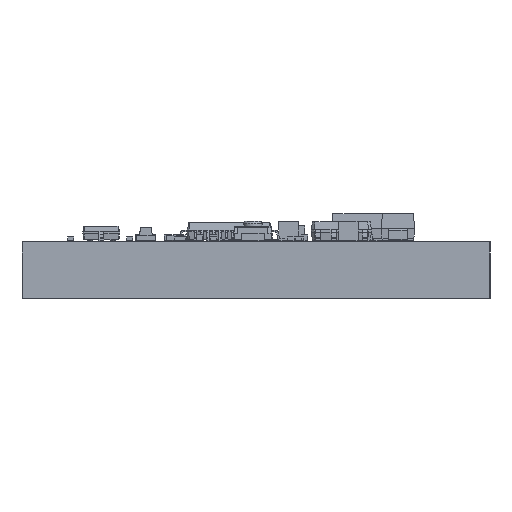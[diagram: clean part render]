
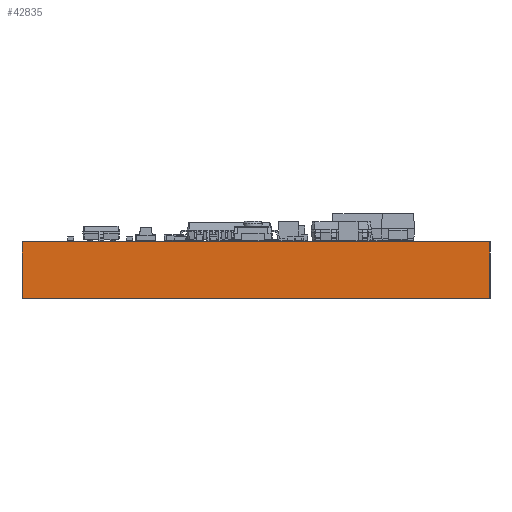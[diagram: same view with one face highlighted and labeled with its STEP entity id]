
A CAD part, left-side view. The second image highlights one B-rep face of the part: STEP entity #42835.
In plain terms, the highlighted planar face has unit normal (-1, 0, 0).
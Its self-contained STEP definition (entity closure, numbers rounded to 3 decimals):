
#42779 = VERTEX_POINT('',#42780);
#42780 = CARTESIAN_POINT('',(0.732,-2.287,4.6));
#42786 = EDGE_CURVE('',#42787,#42779,#42789,.T.);
#42787 = VERTEX_POINT('',#42788);
#42788 = CARTESIAN_POINT('',(0.732,-2.287,0.));
#42789 = LINE('',#42790,#42791);
#42790 = CARTESIAN_POINT('',(0.732,-2.287,0.));
#42791 = VECTOR('',#42792,1.);
#42792 = DIRECTION('',(0.,0.,1.));
#42835 = ADVANCED_FACE('',(#42836),#42861,.T.);
#42836 = FACE_BOUND('',#42837,.T.);
#42837 = EDGE_LOOP('',(#42838,#42839,#42847,#42855));
#42838 = ORIENTED_EDGE('',*,*,#42786,.T.);
#42839 = ORIENTED_EDGE('',*,*,#42840,.T.);
#42840 = EDGE_CURVE('',#42779,#42841,#42843,.T.);
#42841 = VERTEX_POINT('',#42842);
#42842 = CARTESIAN_POINT('',(0.732,35.768,4.6));
#42843 = LINE('',#42844,#42845);
#42844 = CARTESIAN_POINT('',(0.732,-2.287,4.6));
#42845 = VECTOR('',#42846,1.);
#42846 = DIRECTION('',(0.,1.,0.));
#42847 = ORIENTED_EDGE('',*,*,#42848,.F.);
#42848 = EDGE_CURVE('',#42849,#42841,#42851,.T.);
#42849 = VERTEX_POINT('',#42850);
#42850 = CARTESIAN_POINT('',(0.732,35.768,0.));
#42851 = LINE('',#42852,#42853);
#42852 = CARTESIAN_POINT('',(0.732,35.768,0.));
#42853 = VECTOR('',#42854,1.);
#42854 = DIRECTION('',(0.,0.,1.));
#42855 = ORIENTED_EDGE('',*,*,#42856,.F.);
#42856 = EDGE_CURVE('',#42787,#42849,#42857,.T.);
#42857 = LINE('',#42858,#42859);
#42858 = CARTESIAN_POINT('',(0.732,-2.287,0.));
#42859 = VECTOR('',#42860,1.);
#42860 = DIRECTION('',(0.,1.,0.));
#42861 = PLANE('',#42862);
#42862 = AXIS2_PLACEMENT_3D('',#42863,#42864,#42865);
#42863 = CARTESIAN_POINT('',(0.732,-2.287,0.));
#42864 = DIRECTION('',(-1.,0.,0.));
#42865 = DIRECTION('',(0.,1.,0.));
